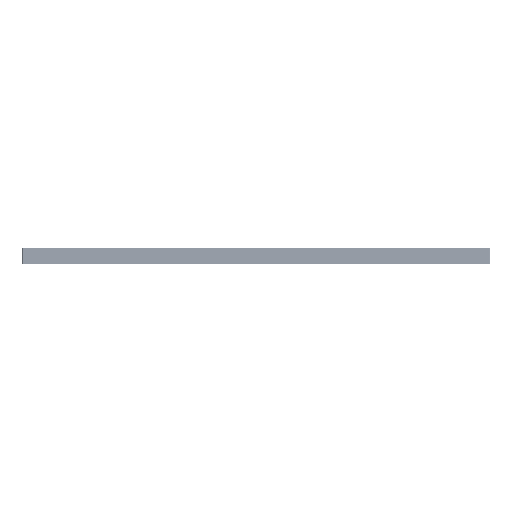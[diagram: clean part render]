
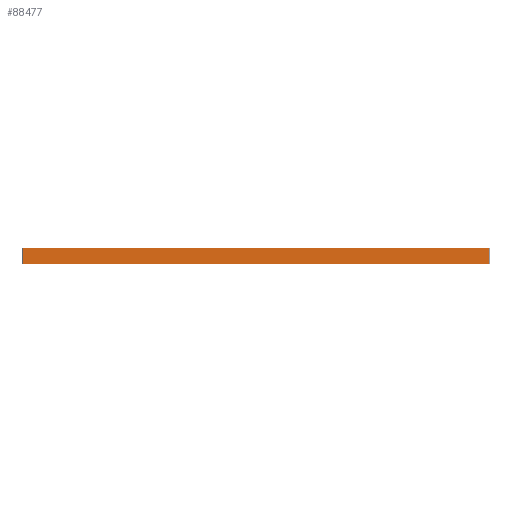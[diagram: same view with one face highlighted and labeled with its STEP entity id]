
A CAD part, left-side view. The second image highlights one B-rep face of the part: STEP entity #88477.
In plain terms, the highlighted planar face has unit normal (-1, 0, 0).
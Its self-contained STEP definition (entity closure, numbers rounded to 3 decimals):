
#13830=FACE_OUTER_BOUND('',#24084,.T.);
#24084=EDGE_LOOP('',(#79268,#79269,#79270,#79271));
#27338=LINE('',#149990,#31516);
#27399=LINE('',#151417,#31577);
#28262=LINE('',#158293,#32440);
#28263=LINE('',#158295,#32441);
#31516=VECTOR('',#118381,0.394);
#31577=VECTOR('',#119798,0.394);
#32440=VECTOR('',#127185,0.394);
#32441=VECTOR('',#127188,0.394);
#44613=VERTEX_POINT('',#149987);
#44614=VERTEX_POINT('',#149989);
#45301=VERTEX_POINT('',#151414);
#45302=VERTEX_POINT('',#151416);
#54672=EDGE_CURVE('',#44614,#44613,#27338,.T.);
#55384=EDGE_CURVE('',#45301,#45302,#27399,.T.);
#58228=EDGE_CURVE('',#45302,#44613,#28262,.T.);
#58229=EDGE_CURVE('',#44614,#45301,#28263,.T.);
#79268=ORIENTED_EDGE('',*,*,#54672,.T.);
#79269=ORIENTED_EDGE('',*,*,#58228,.F.);
#79270=ORIENTED_EDGE('',*,*,#55384,.F.);
#79271=ORIENTED_EDGE('',*,*,#58229,.F.);
#83647=PLANE('',#100428);
#88477=ADVANCED_FACE('',(#13830),#83647,.T.);
#100428=AXIS2_PLACEMENT_3D('',#158294,#127186,#127187);
#118381=DIRECTION('',(0.,-1.,0.));
#119798=DIRECTION('',(0.,-1.,0.));
#127185=DIRECTION('',(0.,0.,-1.));
#127186=DIRECTION('center_axis',(-1.,0.,0.));
#127187=DIRECTION('ref_axis',(0.,-1.,0.));
#127188=DIRECTION('',(0.,0.,1.));
#149987=CARTESIAN_POINT('',(-21.135,-13.531,22.92));
#149989=CARTESIAN_POINT('',(-21.135,12.303,22.92));
#149990=CARTESIAN_POINT('',(-21.135,5.886,22.92));
#151414=CARTESIAN_POINT('',(-21.135,12.303,23.84));
#151416=CARTESIAN_POINT('',(-21.135,-13.531,23.84));
#151417=CARTESIAN_POINT('',(-21.135,-13.614,23.84));
#158293=CARTESIAN_POINT('',(-21.135,-13.531,22.89));
#158294=CARTESIAN_POINT('Origin',(-21.135,12.386,22.89));
#158295=CARTESIAN_POINT('',(-21.135,12.303,22.89));
